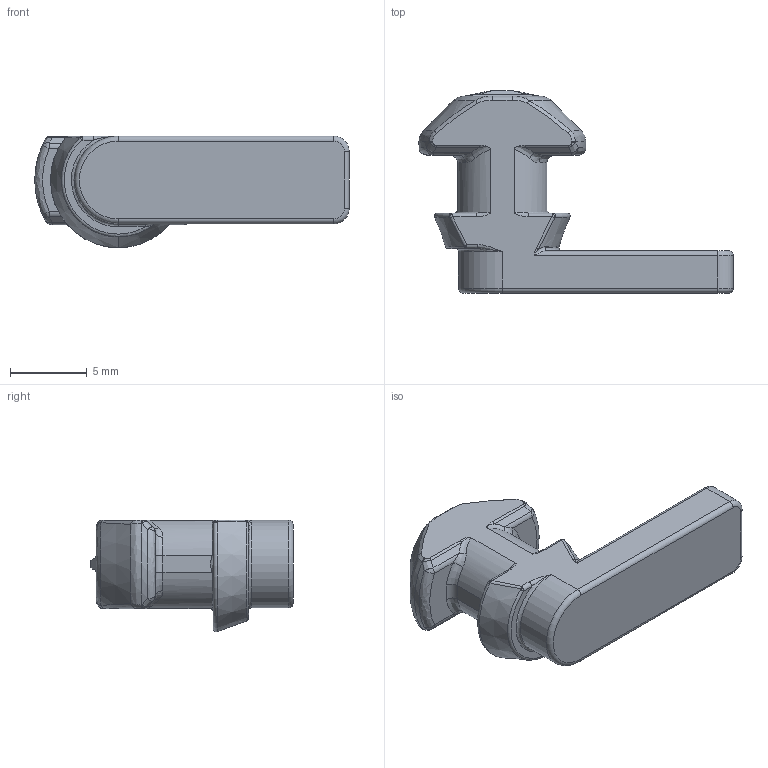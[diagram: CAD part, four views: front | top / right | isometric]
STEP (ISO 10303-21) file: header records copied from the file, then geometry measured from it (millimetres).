
FILE_DESCRIPTION (( 'STEP AP214' ), '1' );
FILE_NAME ('panda k1 .STEP', '2024-04-03T09:52:18', ( 'Windows User' ), ( 'P R C' ), 'SwSTEP 2.0', 'SolidWorks 2023', '' );
FILE_SCHEMA (( 'AUTOMOTIVE_DESIGN' ));
Length unit declared in the file: millimetre
Products named in the file (1): panda k1 
Bounding box: 20.43 x 13.15 x 7.26 mm (x, y, z)
Volume: 667.5 mm3; surface area: 599 mm2
Topology: 1 solids, 1 shells, 166 faces, 394 edges, 225 vertices
Faces by surface type: bspline 82, cylinder 45, plane 21, torus 13, cone 5
Entity records: 6190 total; most frequent: CARTESIAN_POINT 2978, ORIENTED_EDGE 778, DIRECTION 528, EDGE_CURVE 389, VERTEX_POINT 225, AXIS2_PLACEMENT_3D 223, FACE_OUTER_BOUND 166, EDGE_LOOP 166
